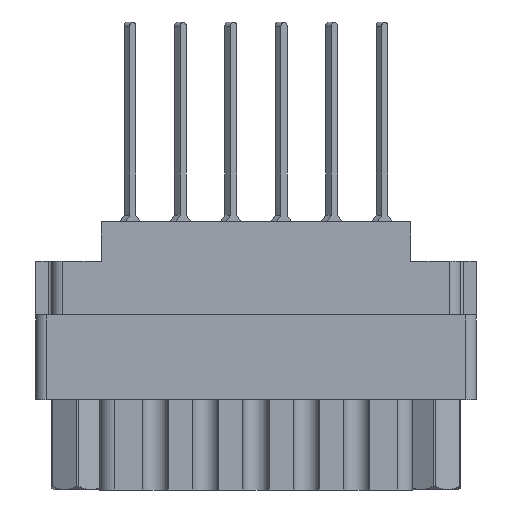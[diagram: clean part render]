
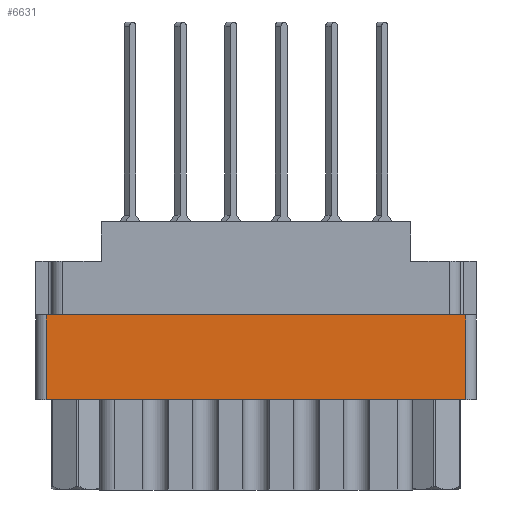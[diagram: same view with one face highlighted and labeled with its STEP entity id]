
A CAD part, front view. The second image highlights one B-rep face of the part: STEP entity #6631.
In plain terms, the highlighted planar face has unit normal (0, -1, 0).
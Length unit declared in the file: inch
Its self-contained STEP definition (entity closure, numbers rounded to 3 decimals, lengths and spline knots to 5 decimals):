
#4187 = LINE ( 'NONE', #6949, #15948 ) ;
#4852 = VERTEX_POINT ( 'NONE', #17648 ) ;
#5749 = LINE ( 'NONE', #9014, #21749 ) ;
#5967 = PLANE ( 'NONE',  #23903 ) ;
#6631 = ADVANCED_FACE ( 'NONE', ( #31124 ), #5967, .T. ) ;
#6949 = CARTESIAN_POINT ( 'NONE',  ( -0.656, -0.343, -0.277 ) ) ;
#8266 = EDGE_CURVE ( 'NONE', #25335, #8636, #4187, .T. ) ;
#8472 = DIRECTION ( 'NONE',  ( 0., 0., 1. ) ) ;
#8636 = VERTEX_POINT ( 'NONE', #30606 ) ;
#9014 = CARTESIAN_POINT ( 'NONE',  ( -0.624, -0.343, -0.798 ) ) ;
#9182 = DIRECTION ( 'NONE',  ( 0., 0., 1. ) ) ;
#9331 = VECTOR ( 'NONE', #11172, 39.37008 ) ;
#10219 = LINE ( 'NONE', #12679, #9331 ) ;
#11172 = DIRECTION ( 'NONE',  ( -1., 0., 0. ) ) ;
#11215 = DIRECTION ( 'NONE',  ( 0., 0., -1. ) ) ;
#11314 = VECTOR ( 'NONE', #8472, 39.37008 ) ;
#11371 = CARTESIAN_POINT ( 'NONE',  ( -0.624, -0.343, -0.529 ) ) ;
#12366 = ORIENTED_EDGE ( 'NONE', *, *, #25571, .F. ) ;
#12606 = VERTEX_POINT ( 'NONE', #11371 ) ;
#12649 = ORIENTED_EDGE ( 'NONE', *, *, #29506, .F. ) ;
#12679 = CARTESIAN_POINT ( 'NONE',  ( 0.624, -0.343, -0.529 ) ) ;
#14958 = EDGE_LOOP ( 'NONE', ( #12649, #12366, #20207, #29033 ) ) ;
#15948 = VECTOR ( 'NONE', #16489, 39.37008 ) ;
#15996 = DIRECTION ( 'NONE',  ( 0., -1., 0. ) ) ;
#16197 = CARTESIAN_POINT ( 'NONE',  ( 0.624, -0.343, -0.798 ) ) ;
#16489 = DIRECTION ( 'NONE',  ( 1., 0., 0. ) ) ;
#17648 = CARTESIAN_POINT ( 'NONE',  ( 0.624, -0.343, -0.529 ) ) ;
#18505 = LINE ( 'NONE', #16197, #11314 ) ;
#20207 = ORIENTED_EDGE ( 'NONE', *, *, #23050, .T. ) ;
#21749 = VECTOR ( 'NONE', #9182, 39.37008 ) ;
#23050 = EDGE_CURVE ( 'NONE', #4852, #8636, #18505, .T. ) ;
#23085 = CARTESIAN_POINT ( 'NONE',  ( -0.624, -0.343, -0.798 ) ) ;
#23903 = AXIS2_PLACEMENT_3D ( 'NONE', #23085, #15996, #11215 ) ;
#25335 = VERTEX_POINT ( 'NONE', #31945 ) ;
#25571 = EDGE_CURVE ( 'NONE', #4852, #12606, #10219, .T. ) ;
#29033 = ORIENTED_EDGE ( 'NONE', *, *, #8266, .F. ) ;
#29506 = EDGE_CURVE ( 'NONE', #12606, #25335, #5749, .T. ) ;
#30606 = CARTESIAN_POINT ( 'NONE',  ( 0.624, -0.343, -0.277 ) ) ;
#31124 = FACE_OUTER_BOUND ( 'NONE', #14958, .T. ) ;
#31945 = CARTESIAN_POINT ( 'NONE',  ( -0.624, -0.343, -0.277 ) ) ;
